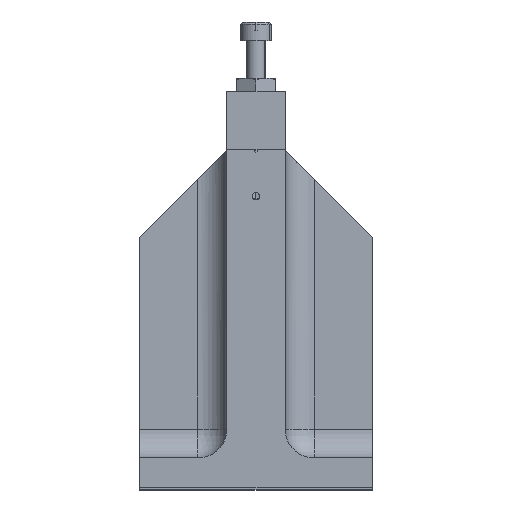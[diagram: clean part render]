
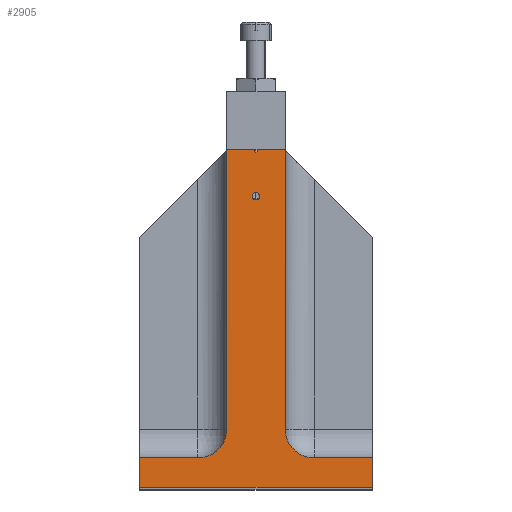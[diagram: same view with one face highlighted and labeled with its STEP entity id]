
A CAD part, top view. The second image highlights one B-rep face of the part: STEP entity #2905.
In plain terms, the highlighted planar face has unit normal (0, 0, 1).
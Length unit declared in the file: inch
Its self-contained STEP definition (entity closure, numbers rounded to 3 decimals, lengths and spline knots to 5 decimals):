
#48 = CARTESIAN_POINT ( 'NONE',  ( -0.02, 2.9, 0.75 ) ) ;
#101 = EDGE_CURVE ( 'NONE', #4323, #266, #1560, .T. ) ;
#117 = CARTESIAN_POINT ( 'NONE',  ( 0., 2.5, 0.75 ) ) ;
#131 = ORIENTED_EDGE ( 'NONE', *, *, #1207, .T. ) ;
#241 = DIRECTION ( 'NONE',  ( -1., 0., 0. ) ) ;
#266 = VERTEX_POINT ( 'NONE', #4512 ) ;
#281 = CARTESIAN_POINT ( 'NONE',  ( 1., 0., 0.75 ) ) ;
#312 = CARTESIAN_POINT ( 'NONE',  ( -0.25, 0.25, 0.75 ) ) ;
#409 = VECTOR ( 'NONE', #2904, 39.37008 ) ;
#412 = LINE ( 'NONE', #4676, #2716 ) ;
#421 = CARTESIAN_POINT ( 'NONE',  ( 0.25, 0.25, 0.75 ) ) ;
#443 = ORIENTED_EDGE ( 'NONE', *, *, #3981, .F. ) ;
#549 = DIRECTION ( 'NONE',  ( 1., 0., 0. ) ) ;
#554 = LINE ( 'NONE', #1242, #2720 ) ;
#603 = DIRECTION ( 'NONE',  ( 0., -1., 0. ) ) ;
#624 = EDGE_CURVE ( 'NONE', #1067, #4833, #554, .T. ) ;
#642 = CARTESIAN_POINT ( 'NONE',  ( -0.5, 0.5, 0.75 ) ) ;
#723 = ORIENTED_EDGE ( 'NONE', *, *, #4720, .T. ) ;
#747 = AXIS2_PLACEMENT_3D ( 'NONE', #642, #3684, #1074 ) ;
#789 = DIRECTION ( 'NONE',  ( 1., 0., 0. ) ) ;
#818 = AXIS2_PLACEMENT_3D ( 'NONE', #1007, #4055, #1439 ) ;
#870 = FACE_OUTER_BOUND ( 'NONE', #1294, .T. ) ;
#885 = ORIENTED_EDGE ( 'NONE', *, *, #2299, .T. ) ;
#894 = DIRECTION ( 'NONE',  ( 0.707, 0.707, 0. ) ) ;
#935 = CARTESIAN_POINT ( 'NONE',  ( 1., 0., 0.75 ) ) ;
#940 = LINE ( 'NONE', #4540, #3265 ) ;
#979 = ORIENTED_EDGE ( 'NONE', *, *, #624, .T. ) ;
#1007 = CARTESIAN_POINT ( 'NONE',  ( 0.5, 0.5, 0.75 ) ) ;
#1067 = VERTEX_POINT ( 'NONE', #1511 ) ;
#1068 = VECTOR ( 'NONE', #603, 39.37008 ) ;
#1074 = DIRECTION ( 'NONE',  ( -1., 0., 0. ) ) ;
#1090 = CARTESIAN_POINT ( 'NONE',  ( -0.25, 2.9, 0.75 ) ) ;
#1207 = EDGE_CURVE ( 'NONE', #2959, #1247, #412, .T. ) ;
#1212 = VERTEX_POINT ( 'NONE', #5125 ) ;
#1222 = CARTESIAN_POINT ( 'NONE',  ( 0.02, 2.9, 0.75 ) ) ;
#1240 = CARTESIAN_POINT ( 'NONE',  ( -0.02, 2.9, 0.75 ) ) ;
#1242 = CARTESIAN_POINT ( 'NONE',  ( -1., 0.25, 0.75 ) ) ;
#1243 = ORIENTED_EDGE ( 'NONE', *, *, #5509, .F. ) ;
#1247 = VERTEX_POINT ( 'NONE', #1222 ) ;
#1268 = LINE ( 'NONE', #3822, #2420 ) ;
#1294 = EDGE_LOOP ( 'NONE', ( #131, #443, #4716, #1781, #1592, #885, #979, #723, #2172, #4300, #5359, #2328, #2245 ) ) ;
#1335 = CIRCLE ( 'NONE', #4264, 0.03125 ) ;
#1439 = DIRECTION ( 'NONE',  ( -1., 0., 0. ) ) ;
#1511 = CARTESIAN_POINT ( 'NONE',  ( -0.5, 0.25, 0.75 ) ) ;
#1513 = VERTEX_POINT ( 'NONE', #2285 ) ;
#1514 = VERTEX_POINT ( 'NONE', #1844 ) ;
#1531 = DIRECTION ( 'NONE',  ( 0., 0., 1. ) ) ;
#1542 = CARTESIAN_POINT ( 'NONE',  ( 0.25, 0.5, 0.75 ) ) ;
#1549 = CARTESIAN_POINT ( 'NONE',  ( 0.25, 2.9, 0.75 ) ) ;
#1560 = LINE ( 'NONE', #935, #2724 ) ;
#1592 = ORIENTED_EDGE ( 'NONE', *, *, #3038, .T. ) ;
#1610 = DIRECTION ( 'NONE',  ( 0., -1., 0. ) ) ;
#1615 = EDGE_CURVE ( 'NONE', #2588, #3360, #940, .T. ) ;
#1617 = LINE ( 'NONE', #312, #3802 ) ;
#1675 = DIRECTION ( 'NONE',  ( -1., 0., 0. ) ) ;
#1682 = LINE ( 'NONE', #48, #2852 ) ;
#1715 = VERTEX_POINT ( 'NONE', #1542 ) ;
#1781 = ORIENTED_EDGE ( 'NONE', *, *, #1615, .T. ) ;
#1788 = EDGE_CURVE ( 'NONE', #266, #1514, #2709, .T. ) ;
#1844 = CARTESIAN_POINT ( 'NONE',  ( 0.5, 0.25, 0.75 ) ) ;
#1889 = CIRCLE ( 'NONE', #747, 0.25 ) ;
#1923 = DIRECTION ( 'NONE',  ( -1., 0., 0. ) ) ;
#1979 = CARTESIAN_POINT ( 'NONE',  ( 1., 0.25, 0.75 ) ) ;
#1996 = CARTESIAN_POINT ( 'NONE',  ( -0.03125, 2.5, 0.75 ) ) ;
#2172 = ORIENTED_EDGE ( 'NONE', *, *, #5033, .T. ) ;
#2175 = CARTESIAN_POINT ( 'NONE',  ( -0.25, 0.5, 0.75 ) ) ;
#2203 = LINE ( 'NONE', #2310, #1068 ) ;
#2232 = AXIS2_PLACEMENT_3D ( 'NONE', #4151, #1531, #4579 ) ;
#2245 = ORIENTED_EDGE ( 'NONE', *, *, #3203, .T. ) ;
#2249 = EDGE_LOOP ( 'NONE', ( #3632, #1243 ) ) ;
#2285 = CARTESIAN_POINT ( 'NONE',  ( -1., 0., 0.75 ) ) ;
#2299 = EDGE_CURVE ( 'NONE', #3953, #1067, #1889, .T. ) ;
#2310 = CARTESIAN_POINT ( 'NONE',  ( -1., 0., 0.75 ) ) ;
#2328 = ORIENTED_EDGE ( 'NONE', *, *, #2790, .T. ) ;
#2420 = VECTOR ( 'NONE', #789, 39.37008 ) ;
#2588 = VERTEX_POINT ( 'NONE', #1240 ) ;
#2709 = LINE ( 'NONE', #1979, #409 ) ;
#2716 = VECTOR ( 'NONE', #2932, 39.37008 ) ;
#2720 = VECTOR ( 'NONE', #1675, 39.37008 ) ;
#2724 = VECTOR ( 'NONE', #3539, 39.37008 ) ;
#2790 = EDGE_CURVE ( 'NONE', #1514, #1715, #2854, .T. ) ;
#2843 = DIRECTION ( 'NONE',  ( 0., 0., -1. ) ) ;
#2852 = VECTOR ( 'NONE', #3942, 39.37008 ) ;
#2854 = CIRCLE ( 'NONE', #818, 0.25 ) ;
#2904 = DIRECTION ( 'NONE',  ( -1., 0., 0. ) ) ;
#2905 = ADVANCED_FACE ( 'NONE', ( #3330, #870 ), #5452, .F. ) ;
#2932 = DIRECTION ( 'NONE',  ( -1., 0., 0. ) ) ;
#2959 = VERTEX_POINT ( 'NONE', #1549 ) ;
#2972 = CIRCLE ( 'NONE', #2232, 0.03125 ) ;
#3038 = EDGE_CURVE ( 'NONE', #3360, #3953, #1617, .T. ) ;
#3045 = CARTESIAN_POINT ( 'NONE',  ( 0.03125, 2.5, 0.75 ) ) ;
#3116 = CARTESIAN_POINT ( 'NONE',  ( -0.25, 2.9, 0.75 ) ) ;
#3150 = DIRECTION ( 'NONE',  ( 0., 0., 1. ) ) ;
#3203 = EDGE_CURVE ( 'NONE', #1715, #2959, #4420, .T. ) ;
#3265 = VECTOR ( 'NONE', #1923, 39.37008 ) ;
#3305 = EDGE_CURVE ( 'NONE', #2588, #1212, #1682, .T. ) ;
#3330 = FACE_BOUND ( 'NONE', #2249, .T. ) ;
#3360 = VERTEX_POINT ( 'NONE', #3116 ) ;
#3456 = DIRECTION ( 'NONE',  ( 0., 1., 0. ) ) ;
#3524 = VECTOR ( 'NONE', #3456, 39.37008 ) ;
#3539 = DIRECTION ( 'NONE',  ( 0., 1., 0. ) ) ;
#3632 = ORIENTED_EDGE ( 'NONE', *, *, #4102, .F. ) ;
#3684 = DIRECTION ( 'NONE',  ( 0., 0., -1. ) ) ;
#3698 = CARTESIAN_POINT ( 'NONE',  ( -1., 0.25, 0.75 ) ) ;
#3802 = VECTOR ( 'NONE', #1610, 39.37008 ) ;
#3822 = CARTESIAN_POINT ( 'NONE',  ( 1., 0., 0.75 ) ) ;
#3942 = DIRECTION ( 'NONE',  ( 0.707, -0.707, 0. ) ) ;
#3953 = VERTEX_POINT ( 'NONE', #2175 ) ;
#3981 = EDGE_CURVE ( 'NONE', #1212, #1247, #5508, .T. ) ;
#4055 = DIRECTION ( 'NONE',  ( 0., 0., -1. ) ) ;
#4102 = EDGE_CURVE ( 'NONE', #5197, #4310, #1335, .T. ) ;
#4151 = CARTESIAN_POINT ( 'NONE',  ( 0., 2.5, 0.75 ) ) ;
#4264 = AXIS2_PLACEMENT_3D ( 'NONE', #117, #3150, #549 ) ;
#4300 = ORIENTED_EDGE ( 'NONE', *, *, #101, .T. ) ;
#4310 = VERTEX_POINT ( 'NONE', #1996 ) ;
#4323 = VERTEX_POINT ( 'NONE', #281 ) ;
#4420 = LINE ( 'NONE', #421, #3524 ) ;
#4512 = CARTESIAN_POINT ( 'NONE',  ( 1., 0.25, 0.75 ) ) ;
#4540 = CARTESIAN_POINT ( 'NONE',  ( -0.25, 2.9, 0.75 ) ) ;
#4579 = DIRECTION ( 'NONE',  ( 1., 0., 0. ) ) ;
#4609 = AXIS2_PLACEMENT_3D ( 'NONE', #1090, #2843, #241 ) ;
#4676 = CARTESIAN_POINT ( 'NONE',  ( -0.25, 2.9, 0.75 ) ) ;
#4716 = ORIENTED_EDGE ( 'NONE', *, *, #3305, .F. ) ;
#4720 = EDGE_CURVE ( 'NONE', #4833, #1513, #2203, .T. ) ;
#4794 = CARTESIAN_POINT ( 'NONE',  ( 0.02, 2.9, 0.75 ) ) ;
#4833 = VERTEX_POINT ( 'NONE', #3698 ) ;
#5033 = EDGE_CURVE ( 'NONE', #1513, #4323, #1268, .T. ) ;
#5125 = CARTESIAN_POINT ( 'NONE',  ( 0., 2.88, 0.75 ) ) ;
#5197 = VERTEX_POINT ( 'NONE', #3045 ) ;
#5359 = ORIENTED_EDGE ( 'NONE', *, *, #1788, .T. ) ;
#5368 = VECTOR ( 'NONE', #894, 39.37008 ) ;
#5452 = PLANE ( 'NONE',  #4609 ) ;
#5508 = LINE ( 'NONE', #4794, #5368 ) ;
#5509 = EDGE_CURVE ( 'NONE', #4310, #5197, #2972, .T. ) ;
